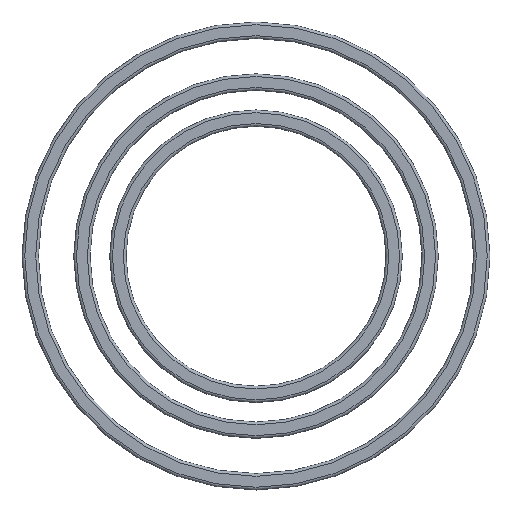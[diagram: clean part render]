
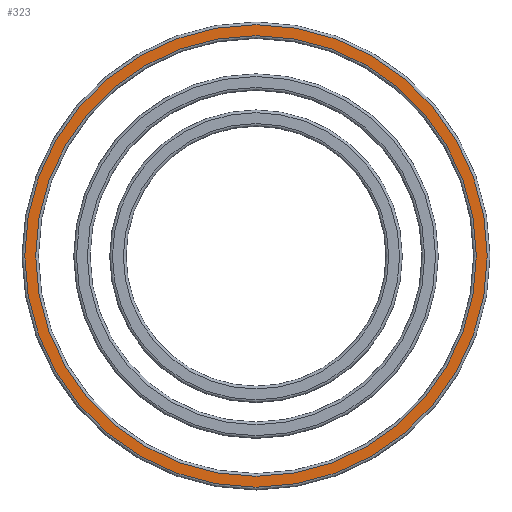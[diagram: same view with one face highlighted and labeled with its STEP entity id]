
A CAD part, top view. The second image highlights one B-rep face of the part: STEP entity #323.
In plain terms, the highlighted planar face has unit normal (0, 0, 1).
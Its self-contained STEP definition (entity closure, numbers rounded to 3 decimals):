
#54=FACE_BOUND('',#97,.T.);
#60=PLANE('',#396);
#71=FACE_OUTER_BOUND('',#96,.T.);
#96=EDGE_LOOP('',(#243));
#97=EDGE_LOOP('',(#244));
#127=CIRCLE('',#394,40.324);
#129=CIRCLE('',#397,42.324);
#161=VERTEX_POINT('',#609);
#162=VERTEX_POINT('',#613);
#189=EDGE_CURVE('',#161,#161,#127,.T.);
#191=EDGE_CURVE('',#162,#162,#129,.T.);
#243=ORIENTED_EDGE('',*,*,#191,.F.);
#244=ORIENTED_EDGE('',*,*,#189,.F.);
#323=ADVANCED_FACE('',(#71,#54),#60,.T.);
#394=AXIS2_PLACEMENT_3D('',#610,#479,#480);
#396=AXIS2_PLACEMENT_3D('',#612,#483,#484);
#397=AXIS2_PLACEMENT_3D('',#614,#485,#486);
#479=DIRECTION('center_axis',(0.,0.,1.));
#480=DIRECTION('ref_axis',(1.,0.,0.));
#483=DIRECTION('center_axis',(0.,0.,1.));
#484=DIRECTION('ref_axis',(1.,0.,0.));
#485=DIRECTION('center_axis',(0.,0.,-1.));
#486=DIRECTION('ref_axis',(1.,0.,0.));
#609=CARTESIAN_POINT('',(40.324,0.,40.001));
#610=CARTESIAN_POINT('Origin',(0.,0.,40.001));
#612=CARTESIAN_POINT('Origin',(-42.824,0.,40.001));
#613=CARTESIAN_POINT('',(42.324,0.,40.001));
#614=CARTESIAN_POINT('Origin',(0.,0.,40.001));
